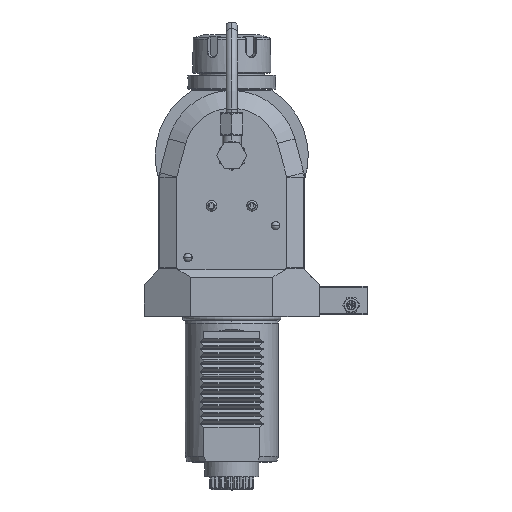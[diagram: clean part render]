
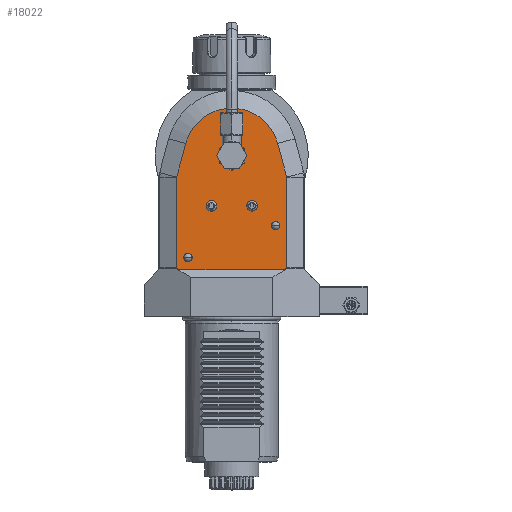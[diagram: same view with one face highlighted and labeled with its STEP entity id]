
A CAD part, top view. The second image highlights one B-rep face of the part: STEP entity #18022.
In plain terms, the highlighted planar face has unit normal (0, 0, 1).
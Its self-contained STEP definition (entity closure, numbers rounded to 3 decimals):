
#465=DIRECTION('',(0.,-1.,0.));
#466=VECTOR('',#465,0.714);
#467=CARTESIAN_POINT('',(28.928,-60.286,40.));
#468=LINE('',#467,#466);
#685=DIRECTION('',(0.,-1.,0.));
#686=VECTOR('',#685,0.714);
#687=CARTESIAN_POINT('',(-28.928,-60.286,40.));
#688=LINE('',#687,#686);
#705=DIRECTION('',(-1.,0.,0.));
#706=VECTOR('',#705,57.856);
#707=CARTESIAN_POINT('',(28.928,-61.,40.));
#708=LINE('',#707,#706);
#709=DIRECTION('',(0.894,-0.447,0.));
#710=VECTOR('',#709,0.639);
#711=CARTESIAN_POINT('',(-29.5,-60.,40.));
#712=LINE('',#711,#710);
#713=DIRECTION('',(0.,-1.,0.));
#714=VECTOR('',#713,48.363);
#715=CARTESIAN_POINT('',(-29.5,-11.637,40.));
#716=LINE('',#715,#714);
#717=CARTESIAN_POINT('',(-29.,-11.637,40.));
#718=DIRECTION('',(0.,0.,1.));
#719=DIRECTION('',(-0.966,0.259,0.));
#720=AXIS2_PLACEMENT_3D('',#717,#718,#719);
#722=DIRECTION('',(-0.259,-0.966,0.));
#723=VECTOR('',#722,18.746);
#724=CARTESIAN_POINT('',(-24.631,6.6,40.));
#725=LINE('',#724,#723);
#726=CARTESIAN_POINT('',(0.,0.,40.));
#727=DIRECTION('',(0.,0.,1.));
#728=DIRECTION('',(0.966,0.259,0.));
#729=AXIS2_PLACEMENT_3D('',#726,#727,#728);
#731=DIRECTION('',(-0.259,0.966,0.));
#732=VECTOR('',#731,18.746);
#733=CARTESIAN_POINT('',(29.483,-11.507,40.));
#734=LINE('',#733,#732);
#735=CARTESIAN_POINT('',(29.,-11.637,40.));
#736=DIRECTION('',(0.,0.,1.));
#737=DIRECTION('',(1.,0.,0.));
#738=AXIS2_PLACEMENT_3D('',#735,#736,#737);
#740=DIRECTION('',(0.,1.,0.));
#741=VECTOR('',#740,48.363);
#742=CARTESIAN_POINT('',(29.5,-60.,40.));
#743=LINE('',#742,#741);
#744=DIRECTION('',(0.894,0.447,0.));
#745=VECTOR('',#744,0.639);
#746=CARTESIAN_POINT('',(28.928,-60.286,40.));
#747=LINE('',#746,#745);
#748=CARTESIAN_POINT('',(0.,0.,40.));
#749=DIRECTION('',(0.,0.,1.));
#750=DIRECTION('',(1.,0.,0.));
#751=AXIS2_PLACEMENT_3D('',#748,#749,#750);
#753=CARTESIAN_POINT('',(0.,0.,40.));
#754=DIRECTION('',(0.,0.,1.));
#755=DIRECTION('',(-1.,0.,0.));
#756=AXIS2_PLACEMENT_3D('',#753,#754,#755);
#758=CARTESIAN_POINT('',(10.864,-26.888,40.));
#759=DIRECTION('',(0.,0.,1.));
#760=DIRECTION('',(-1.,0.,0.));
#761=AXIS2_PLACEMENT_3D('',#758,#759,#760);
#763=CARTESIAN_POINT('',(10.864,-26.888,40.));
#764=DIRECTION('',(0.,0.,1.));
#765=DIRECTION('',(1.,0.,0.));
#766=AXIS2_PLACEMENT_3D('',#763,#764,#765);
#768=CARTESIAN_POINT('',(-10.864,-26.888,40.));
#769=DIRECTION('',(0.,0.,1.));
#770=DIRECTION('',(-1.,0.,0.));
#771=AXIS2_PLACEMENT_3D('',#768,#769,#770);
#773=CARTESIAN_POINT('',(-10.864,-26.888,40.));
#774=DIRECTION('',(0.,0.,1.));
#775=DIRECTION('',(1.,0.,0.));
#776=AXIS2_PLACEMENT_3D('',#773,#774,#775);
#778=CARTESIAN_POINT('',(-23.5,-54.5,40.));
#779=DIRECTION('',(0.,0.,-1.));
#780=DIRECTION('',(-1.,0.,0.));
#781=AXIS2_PLACEMENT_3D('',#778,#779,#780);
#783=CARTESIAN_POINT('',(-23.5,-54.5,40.));
#784=DIRECTION('',(0.,0.,-1.));
#785=DIRECTION('',(1.,0.,0.));
#786=AXIS2_PLACEMENT_3D('',#783,#784,#785);
#788=CARTESIAN_POINT('',(23.5,-37.5,40.));
#789=DIRECTION('',(0.,0.,-1.));
#790=DIRECTION('',(-1.,0.,0.));
#791=AXIS2_PLACEMENT_3D('',#788,#789,#790);
#793=CARTESIAN_POINT('',(23.5,-37.5,40.));
#794=DIRECTION('',(0.,0.,-1.));
#795=DIRECTION('',(1.,0.,0.));
#796=AXIS2_PLACEMENT_3D('',#793,#794,#795);
#15800=CARTESIAN_POINT('',(24.631,6.6,40.));
#15801=CARTESIAN_POINT('',(-24.631,6.6,40.));
#15802=VERTEX_POINT('',#15800);
#15803=VERTEX_POINT('',#15801);
#15816=CARTESIAN_POINT('',(-29.483,-11.507,40.));
#15817=VERTEX_POINT('',#15816);
#15818=CARTESIAN_POINT('',(29.483,-11.507,40.));
#15819=VERTEX_POINT('',#15818);
#15820=CARTESIAN_POINT('',(-29.5,-11.637,40.));
#15821=VERTEX_POINT('',#15820);
#15822=CARTESIAN_POINT('',(29.5,-11.637,40.));
#15823=VERTEX_POINT('',#15822);
#15841=CARTESIAN_POINT('',(29.5,-60.,40.));
#15843=VERTEX_POINT('',#15841);
#15844=CARTESIAN_POINT('',(-29.5,-60.,40.));
#15846=VERTEX_POINT('',#15844);
#16158=CARTESIAN_POINT('',(-13.714,-26.888,40.));
#16159=CARTESIAN_POINT('',(-8.014,-26.888,40.));
#16160=VERTEX_POINT('',#16158);
#16161=VERTEX_POINT('',#16159);
#16194=CARTESIAN_POINT('',(8.014,-26.888,40.));
#16195=CARTESIAN_POINT('',(13.714,-26.888,40.));
#16196=VERTEX_POINT('',#16194);
#16197=VERTEX_POINT('',#16195);
#17038=CARTESIAN_POINT('',(6.5,0.,40.));
#17039=CARTESIAN_POINT('',(-6.5,0.,40.));
#17040=VERTEX_POINT('',#17038);
#17041=VERTEX_POINT('',#17039);
#17373=CARTESIAN_POINT('',(28.928,-60.286,40.));
#17374=VERTEX_POINT('',#17373);
#17375=CARTESIAN_POINT('',(-28.928,-60.286,40.));
#17376=VERTEX_POINT('',#17375);
#17559=CARTESIAN_POINT('',(-28.928,-61.,40.));
#17560=VERTEX_POINT('',#17559);
#17561=CARTESIAN_POINT('',(28.928,-61.,40.));
#17562=VERTEX_POINT('',#17561);
#17585=CARTESIAN_POINT('',(-25.75,-54.5,40.));
#17586=CARTESIAN_POINT('',(-21.25,-54.5,40.));
#17587=VERTEX_POINT('',#17585);
#17588=VERTEX_POINT('',#17586);
#17591=CARTESIAN_POINT('',(21.25,-37.5,40.));
#17592=CARTESIAN_POINT('',(25.75,-37.5,40.));
#17593=VERTEX_POINT('',#17591);
#17594=VERTEX_POINT('',#17592);
#17964=CARTESIAN_POINT('',(0.,0.,40.));
#17965=DIRECTION('',(0.,0.,1.));
#17966=DIRECTION('',(1.,0.,0.));
#17967=AXIS2_PLACEMENT_3D('',#17964,#17965,#17966);
#17968=PLANE('',#17967);
#17969=ORIENTED_EDGE('',*,*,#17956,.T.);
#17970=ORIENTED_EDGE('',*,*,#17931,.F.);
#17972=ORIENTED_EDGE('',*,*,#17971,.F.);
#17974=ORIENTED_EDGE('',*,*,#17973,.F.);
#17976=ORIENTED_EDGE('',*,*,#17975,.F.);
#17978=ORIENTED_EDGE('',*,*,#17977,.F.);
#17980=ORIENTED_EDGE('',*,*,#17979,.F.);
#17982=ORIENTED_EDGE('',*,*,#17981,.F.);
#17984=ORIENTED_EDGE('',*,*,#17983,.F.);
#17986=ORIENTED_EDGE('',*,*,#17985,.F.);
#17988=ORIENTED_EDGE('',*,*,#17987,.F.);
#17989=ORIENTED_EDGE('',*,*,#17852,.T.);
#17990=EDGE_LOOP('',(#17969,#17970,#17972,#17974,#17976,#17978,#17980,#17982,
#17984,#17986,#17988,#17989));
#17991=FACE_OUTER_BOUND('',#17990,.F.);
#17993=ORIENTED_EDGE('',*,*,#17992,.T.);
#17995=ORIENTED_EDGE('',*,*,#17994,.T.);
#17996=EDGE_LOOP('',(#17993,#17995));
#17997=FACE_BOUND('',#17996,.F.);
#17999=ORIENTED_EDGE('',*,*,#17998,.T.);
#18001=ORIENTED_EDGE('',*,*,#18000,.T.);
#18002=EDGE_LOOP('',(#17999,#18001));
#18003=FACE_BOUND('',#18002,.F.);
#18005=ORIENTED_EDGE('',*,*,#18004,.T.);
#18007=ORIENTED_EDGE('',*,*,#18006,.T.);
#18008=EDGE_LOOP('',(#18005,#18007));
#18009=FACE_BOUND('',#18008,.F.);
#18011=ORIENTED_EDGE('',*,*,#18010,.F.);
#18013=ORIENTED_EDGE('',*,*,#18012,.F.);
#18014=EDGE_LOOP('',(#18011,#18013));
#18015=FACE_BOUND('',#18014,.F.);
#18017=ORIENTED_EDGE('',*,*,#18016,.F.);
#18019=ORIENTED_EDGE('',*,*,#18018,.F.);
#18020=EDGE_LOOP('',(#18017,#18019));
#18021=FACE_BOUND('',#18020,.F.);
#721=CIRCLE('',#720,0.5);
#730=CIRCLE('',#729,25.5);
#739=CIRCLE('',#738,0.5);
#752=CIRCLE('',#751,6.5);
#757=CIRCLE('',#756,6.5);
#762=CIRCLE('',#761,2.85);
#767=CIRCLE('',#766,2.85);
#772=CIRCLE('',#771,2.85);
#777=CIRCLE('',#776,2.85);
#782=CIRCLE('',#781,2.25);
#787=CIRCLE('',#786,2.25);
#792=CIRCLE('',#791,2.25);
#797=CIRCLE('',#796,2.25);
#17852=EDGE_CURVE('',#17374,#17562,#468,.T.);
#17931=EDGE_CURVE('',#17376,#17560,#688,.T.);
#17956=EDGE_CURVE('',#17562,#17560,#708,.T.);
#17971=EDGE_CURVE('',#15846,#17376,#712,.T.);
#17973=EDGE_CURVE('',#15821,#15846,#716,.T.);
#17975=EDGE_CURVE('',#15817,#15821,#721,.T.);
#17977=EDGE_CURVE('',#15803,#15817,#725,.T.);
#17979=EDGE_CURVE('',#15802,#15803,#730,.T.);
#17981=EDGE_CURVE('',#15819,#15802,#734,.T.);
#17983=EDGE_CURVE('',#15823,#15819,#739,.T.);
#17985=EDGE_CURVE('',#15843,#15823,#743,.T.);
#17987=EDGE_CURVE('',#17374,#15843,#747,.T.);
#17992=EDGE_CURVE('',#17040,#17041,#752,.T.);
#17994=EDGE_CURVE('',#17041,#17040,#757,.T.);
#17998=EDGE_CURVE('',#16196,#16197,#762,.T.);
#18000=EDGE_CURVE('',#16197,#16196,#767,.T.);
#18004=EDGE_CURVE('',#16160,#16161,#772,.T.);
#18006=EDGE_CURVE('',#16161,#16160,#777,.T.);
#18010=EDGE_CURVE('',#17587,#17588,#782,.T.);
#18012=EDGE_CURVE('',#17588,#17587,#787,.T.);
#18016=EDGE_CURVE('',#17593,#17594,#792,.T.);
#18018=EDGE_CURVE('',#17594,#17593,#797,.T.);
#18022=ADVANCED_FACE('',(#17991,#17997,#18003,#18009,#18015,#18021),#17968,.T.);
